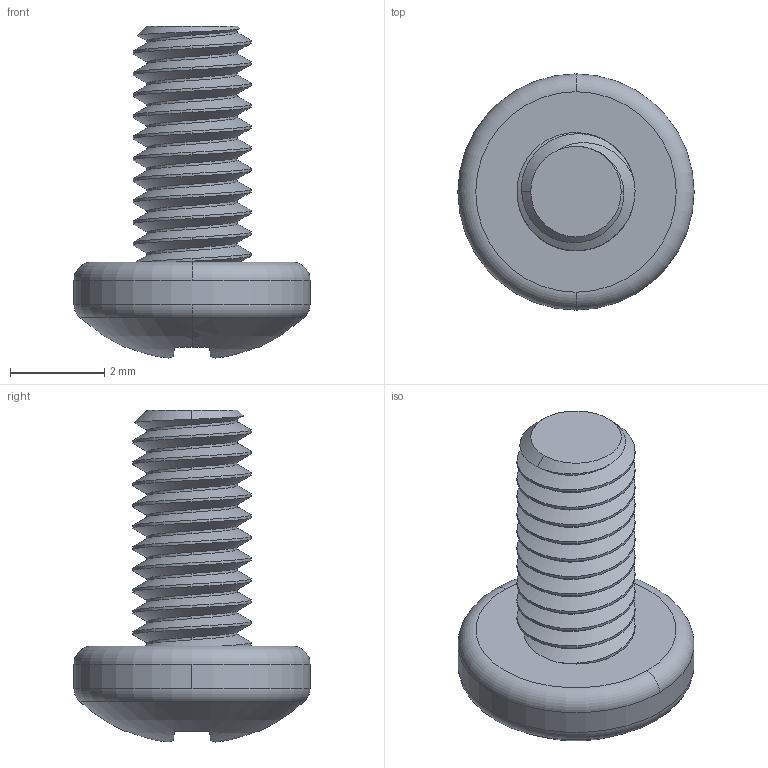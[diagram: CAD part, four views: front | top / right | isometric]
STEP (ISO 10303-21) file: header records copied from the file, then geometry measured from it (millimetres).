
FILE_DESCRIPTION(/* description */ (''),/* implementation_level */ '2;1');
FILE_NAME(/* name */ 'M2.5 x 5 phillips screw_v2.step',/* time_stamp */ '2023-01-15T11:58:53-08:00',/* author */ (''),/* organization */ (''),/* preprocessor_version */ 'ST-DEVELOPER v19.2',/* originating_system */ 'Autodesk Translation Framework v11.17.0.187',/* authorisation */ '');
FILE_SCHEMA (('AUTOMOTIVE_DESIGN { 1 0 10303 214 3 1 1 }'));
Length unit declared in the file: millimetre
Products named in the file (2): M2.5 x 5 phillips screw; 92000A103_Passivated 18-8 Stainless Steel Pan Head Phillips Screws
Assembly tree (1 placements, depth 2):
  M2.5 x 5 phillips screw
    92000A103_Passivated 18-8 Stainless Steel Pan Head Phillips Screws
Bounding box: 5 x 5 x 7.03 mm (x, y, z)
Volume: 45.3 mm3; surface area: 127.7 mm2
Topology: 1 solids, 1 shells, 95 faces, 271 edges, 179 vertices
Faces by surface type: cylinder 58, plane 19, cone 9, torus 4, bspline 3, sphere 2
Entity records: 4158 total; most frequent: CARTESIAN_POINT 1948, ORIENTED_EDGE 542, DIRECTION 387, EDGE_CURVE 271, VERTEX_POINT 179, AXIS2_PLACEMENT_3D 149, EDGE_LOOP 96, FACE_OUTER_BOUND 95
